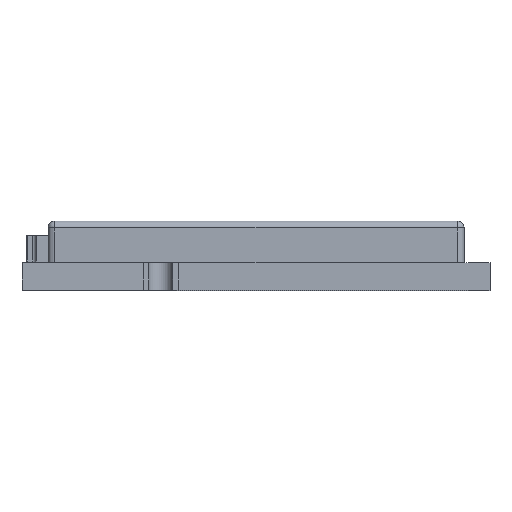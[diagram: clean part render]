
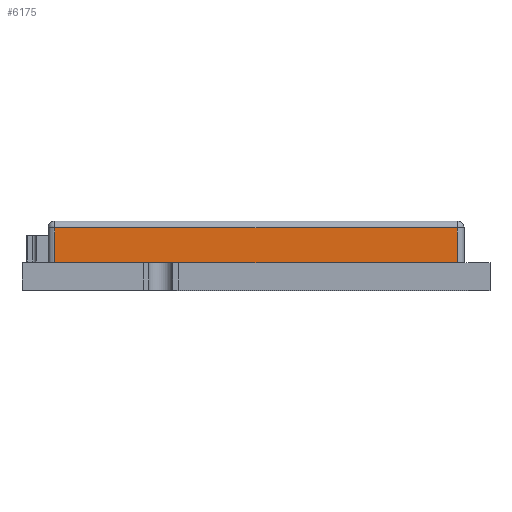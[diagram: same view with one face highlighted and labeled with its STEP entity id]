
A CAD part, top view. The second image highlights one B-rep face of the part: STEP entity #6175.
In plain terms, the highlighted planar face has unit normal (0, 0, 1).
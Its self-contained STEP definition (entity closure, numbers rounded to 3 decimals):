
#463 = LINE ( 'NONE', #1172, #5617 ) ;
#815 = CARTESIAN_POINT ( 'NONE',  ( -6., 2., 5.108 ) ) ;
#1080 = EDGE_CURVE ( 'NONE', #1113, #1717, #1952, .T. ) ;
#1113 = VERTEX_POINT ( 'NONE', #10098 ) ;
#1172 = CARTESIAN_POINT ( 'NONE',  ( -6., 0.8, 5.108 ) ) ;
#1524 = DIRECTION ( 'NONE',  ( 0., 0., -1. ) ) ;
#1613 = EDGE_CURVE ( 'NONE', #1717, #7054, #3870, .T. ) ;
#1717 = VERTEX_POINT ( 'NONE', #7859 ) ;
#1900 = EDGE_CURVE ( 'NONE', #9097, #1113, #463, .T. ) ;
#1935 = AXIS2_PLACEMENT_3D ( 'NONE', #815, #1524, #9252 ) ;
#1952 = LINE ( 'NONE', #10645, #2209 ) ;
#2209 = VECTOR ( 'NONE', #7385, 1000. ) ;
#2470 = PLANE ( 'NONE',  #1935 ) ;
#2534 = CARTESIAN_POINT ( 'NONE',  ( -5.8, 0.8, 5.108 ) ) ;
#3261 = ORIENTED_EDGE ( 'NONE', *, *, #1900, .T. ) ;
#3349 = VECTOR ( 'NONE', #4233, 1000. ) ;
#3511 = ORIENTED_EDGE ( 'NONE', *, *, #1080, .T. ) ;
#3653 = CARTESIAN_POINT ( 'NONE',  ( -5.8, 2., 5.108 ) ) ;
#3870 = LINE ( 'NONE', #10138, #3349 ) ;
#4233 = DIRECTION ( 'NONE',  ( -1., 0., 0. ) ) ;
#4307 = VECTOR ( 'NONE', #9616, 1000. ) ;
#5617 = VECTOR ( 'NONE', #10552, 1000. ) ;
#5921 = LINE ( 'NONE', #3653, #4307 ) ;
#6175 = ADVANCED_FACE ( 'NONE', ( #9428 ), #2470, .F. ) ;
#7054 = VERTEX_POINT ( 'NONE', #7559 ) ;
#7343 = ORIENTED_EDGE ( 'NONE', *, *, #10592, .T. ) ;
#7385 = DIRECTION ( 'NONE',  ( 0., 1., 0. ) ) ;
#7559 = CARTESIAN_POINT ( 'NONE',  ( -5.8, 1.8, 5.108 ) ) ;
#7859 = CARTESIAN_POINT ( 'NONE',  ( 5.8, 1.8, 5.108 ) ) ;
#8206 = ORIENTED_EDGE ( 'NONE', *, *, #1613, .T. ) ;
#9097 = VERTEX_POINT ( 'NONE', #2534 ) ;
#9252 = DIRECTION ( 'NONE',  ( -1., 0., 0. ) ) ;
#9428 = FACE_OUTER_BOUND ( 'NONE', #10554, .T. ) ;
#9616 = DIRECTION ( 'NONE',  ( 0., -1., 0. ) ) ;
#10098 = CARTESIAN_POINT ( 'NONE',  ( 5.8, 0.8, 5.108 ) ) ;
#10138 = CARTESIAN_POINT ( 'NONE',  ( -6., 1.8, 5.108 ) ) ;
#10552 = DIRECTION ( 'NONE',  ( 1., 0., 0. ) ) ;
#10554 = EDGE_LOOP ( 'NONE', ( #3261, #3511, #8206, #7343 ) ) ;
#10592 = EDGE_CURVE ( 'NONE', #7054, #9097, #5921, .T. ) ;
#10645 = CARTESIAN_POINT ( 'NONE',  ( 5.8, 2., 5.108 ) ) ;
